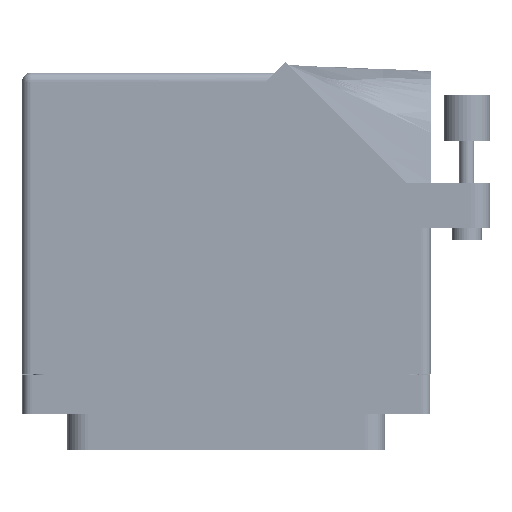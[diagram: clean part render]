
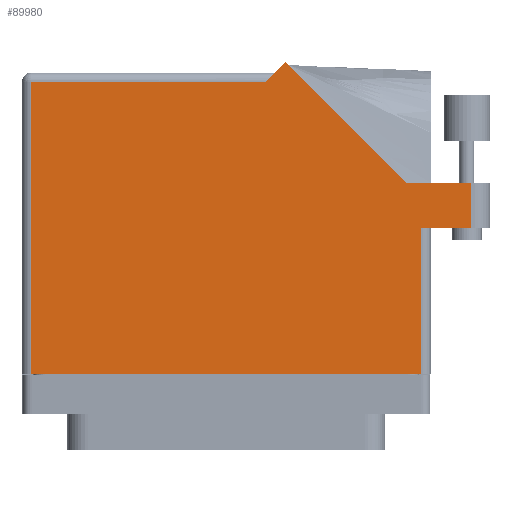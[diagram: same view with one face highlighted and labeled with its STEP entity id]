
A CAD part, front view. The second image highlights one B-rep face of the part: STEP entity #89980.
In plain terms, the highlighted face is planar.
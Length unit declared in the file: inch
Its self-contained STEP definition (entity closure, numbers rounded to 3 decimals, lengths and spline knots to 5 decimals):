
#1033 = CARTESIAN_POINT ( 'NONE',  ( 0.39821, 2.00071, 0.765 ) ) ;
#4498 = LINE ( 'NONE', #75475, #79908 ) ;
#5775 = ORIENTED_EDGE ( 'NONE', *, *, #72907, .T. ) ;
#6746 = CARTESIAN_POINT ( 'NONE',  ( 1.6525, 0.88, 0.765 ) ) ;
#7561 = AXIS2_PLACEMENT_3D ( 'NONE', #43429, #15668, #50936 ) ;
#7996 = ORIENTED_EDGE ( 'NONE', *, *, #13003, .T. ) ;
#8014 = DIRECTION ( 'NONE',  ( -0.707, 0.707, 0. ) ) ;
#8670 = LINE ( 'NONE', #59411, #31474 ) ;
#9581 = ORIENTED_EDGE ( 'NONE', *, *, #65586, .T. ) ;
#9612 = VERTEX_POINT ( 'NONE', #84661 ) ;
#9970 = VECTOR ( 'NONE', #19150, 39.37008 ) ;
#13003 = EDGE_CURVE ( 'NONE', #46148, #36591, #4498, .T. ) ;
#14539 = CARTESIAN_POINT ( 'NONE',  ( 1.6525, 1.187, 0.765 ) ) ;
#14987 = VECTOR ( 'NONE', #80336, 39.37008 ) ;
#15031 = CARTESIAN_POINT ( 'NONE',  ( 1.21192, 1.187, 0.765 ) ) ;
#15668 = DIRECTION ( 'NONE',  ( 0., 0., -1. ) ) ;
#16185 = EDGE_CURVE ( 'NONE', #57715, #20805, #21654, .T. ) ;
#16199 = EDGE_CURVE ( 'NONE', #81843, #57715, #36212, .T. ) ;
#16622 = CARTESIAN_POINT ( 'NONE',  ( 1.21192, 1.187, 0.765 ) ) ;
#17533 = CARTESIAN_POINT ( 'NONE',  ( 0.2655, 1.868, 0.765 ) ) ;
#19150 = DIRECTION ( 'NONE',  ( -1., 0., 0. ) ) ;
#20805 = VERTEX_POINT ( 'NONE', #17533 ) ;
#21654 = LINE ( 'NONE', #71448, #88182 ) ;
#22529 = CARTESIAN_POINT ( 'NONE',  ( -1.3775, 1.868, 0.765 ) ) ;
#25526 = EDGE_CURVE ( 'NONE', #87527, #46148, #35035, .T. ) ;
#28419 = EDGE_LOOP ( 'NONE', ( #7996, #76951, #53175, #60618, #61368, #5775, #83260, #9581, #52611 ) ) ;
#30037 = LINE ( 'NONE', #22529, #14987 ) ;
#31474 = VECTOR ( 'NONE', #71650, 39.37008 ) ;
#33243 = VECTOR ( 'NONE', #40368, 39.37008 ) ;
#34162 = VECTOR ( 'NONE', #8014, 39.37008 ) ;
#35035 = LINE ( 'NONE', #82681, #33243 ) ;
#35724 = CARTESIAN_POINT ( 'NONE',  ( -1.3775, -0.1, 0.765 ) ) ;
#36212 = LINE ( 'NONE', #15031, #34162 ) ;
#36591 = VERTEX_POINT ( 'NONE', #6746 ) ;
#39127 = CARTESIAN_POINT ( 'NONE',  ( 1.3155, -0.1, 0.765 ) ) ;
#40368 = DIRECTION ( 'NONE',  ( 0., 1., 0. ) ) ;
#41036 = CARTESIAN_POINT ( 'NONE',  ( 1.6525, 1.187, 0.765 ) ) ;
#41156 = DIRECTION ( 'NONE',  ( 1., 0., 0. ) ) ;
#41282 = EDGE_CURVE ( 'NONE', #71614, #81843, #47378, .T. ) ;
#43244 = LINE ( 'NONE', #35724, #76618 ) ;
#43429 = CARTESIAN_POINT ( 'NONE',  ( -1.3775, 1.93, 0.765 ) ) ;
#44364 = FACE_OUTER_BOUND ( 'NONE', #28419, .T. ) ;
#46148 = VERTEX_POINT ( 'NONE', #52380 ) ;
#47378 = LINE ( 'NONE', #49221, #9970 ) ;
#49221 = CARTESIAN_POINT ( 'NONE',  ( 1.7775, 1.187, 0.765 ) ) ;
#50936 = DIRECTION ( 'NONE',  ( -1., 0., 0. ) ) ;
#52380 = CARTESIAN_POINT ( 'NONE',  ( 1.3155, 0.88, 0.765 ) ) ;
#52611 = ORIENTED_EDGE ( 'NONE', *, *, #25526, .T. ) ;
#53175 = ORIENTED_EDGE ( 'NONE', *, *, #41282, .T. ) ;
#54553 = CARTESIAN_POINT ( 'NONE',  ( -1.3155, 1.868, 0.765 ) ) ;
#55582 = LINE ( 'NONE', #41036, #75964 ) ;
#56507 = DIRECTION ( 'NONE',  ( 0., 1., 0. ) ) ;
#57715 = VERTEX_POINT ( 'NONE', #1033 ) ;
#59411 = CARTESIAN_POINT ( 'NONE',  ( -1.3155, -0.1, 0.765 ) ) ;
#60618 = ORIENTED_EDGE ( 'NONE', *, *, #16199, .T. ) ;
#61126 = EDGE_CURVE ( 'NONE', #36591, #71614, #55582, .T. ) ;
#61368 = ORIENTED_EDGE ( 'NONE', *, *, #16185, .T. ) ;
#64401 = DIRECTION ( 'NONE',  ( 1., 0., 0. ) ) ;
#64645 = EDGE_CURVE ( 'NONE', #74686, #9612, #8670, .T. ) ;
#65586 = EDGE_CURVE ( 'NONE', #9612, #87527, #43244, .T. ) ;
#71448 = CARTESIAN_POINT ( 'NONE',  ( 0.3275, 1.93, 0.765 ) ) ;
#71614 = VERTEX_POINT ( 'NONE', #14539 ) ;
#71650 = DIRECTION ( 'NONE',  ( 0., -1., 0. ) ) ;
#72907 = EDGE_CURVE ( 'NONE', #20805, #74686, #30037, .T. ) ;
#74686 = VERTEX_POINT ( 'NONE', #54553 ) ;
#75475 = CARTESIAN_POINT ( 'NONE',  ( 1.3775, 0.88, 0.765 ) ) ;
#75964 = VECTOR ( 'NONE', #56507, 39.37008 ) ;
#76618 = VECTOR ( 'NONE', #64401, 39.37008 ) ;
#76951 = ORIENTED_EDGE ( 'NONE', *, *, #61126, .T. ) ;
#79908 = VECTOR ( 'NONE', #41156, 39.37008 ) ;
#80068 = PLANE ( 'NONE',  #7561 ) ;
#80336 = DIRECTION ( 'NONE',  ( -1., 0., 0. ) ) ;
#81843 = VERTEX_POINT ( 'NONE', #16622 ) ;
#82681 = CARTESIAN_POINT ( 'NONE',  ( 1.3155, 0.88, 0.765 ) ) ;
#83260 = ORIENTED_EDGE ( 'NONE', *, *, #64645, .T. ) ;
#84661 = CARTESIAN_POINT ( 'NONE',  ( -1.3155, -0.1, 0.765 ) ) ;
#86496 = DIRECTION ( 'NONE',  ( -0.707, -0.707, 0. ) ) ;
#87527 = VERTEX_POINT ( 'NONE', #39127 ) ;
#88182 = VECTOR ( 'NONE', #86496, 39.37008 ) ;
#89980 = ADVANCED_FACE ( 'NONE', ( #44364 ), #80068, .F. ) ;
